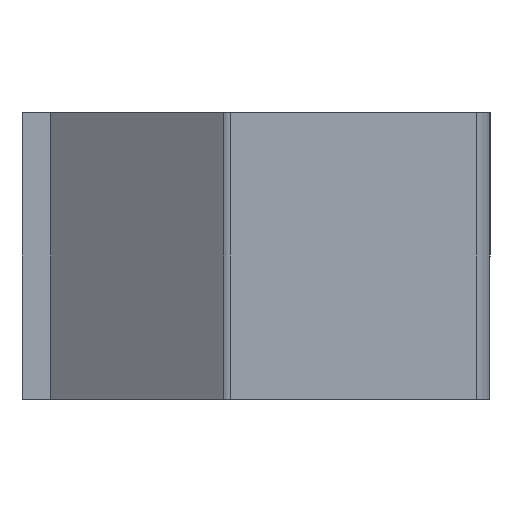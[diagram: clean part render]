
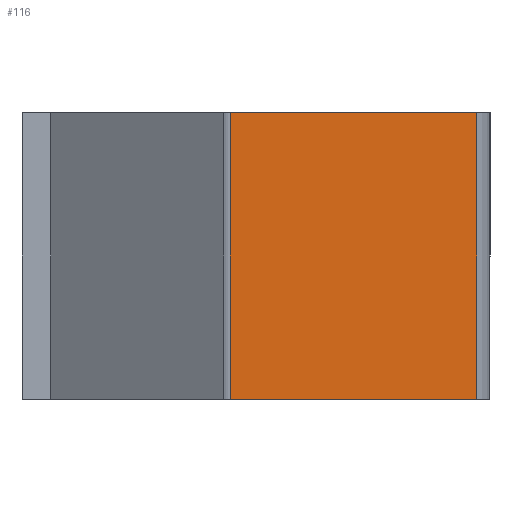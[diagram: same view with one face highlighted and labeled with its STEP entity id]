
A CAD part, left-side view. The second image highlights one B-rep face of the part: STEP entity #116.
In plain terms, the highlighted planar face has unit normal (-0.643, -0.766, 0).
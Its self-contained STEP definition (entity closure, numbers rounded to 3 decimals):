
#116=ADVANCED_FACE('NONE',(#234),#235,.F.);
#234=FACE_OUTER_BOUND('',#347,.T.);
#235=PLANE('',#348);
#347=EDGE_LOOP('',(#603,#604,#605,#606));
#348=AXIS2_PLACEMENT_3D('',#607,#608,#609);
#603=ORIENTED_EDGE('',*,*,#704,.T.);
#604=ORIENTED_EDGE('',*,*,#743,.F.);
#605=ORIENTED_EDGE('',*,*,#712,.F.);
#606=ORIENTED_EDGE('',*,*,#741,.T.);
#607=CARTESIAN_POINT('',(2050.0,-90.905,75.0));
#608=DIRECTION('',(0.643,0.766,0.0));
#609=DIRECTION('',(0.0,0.0,-1.0));
#704=EDGE_CURVE('NONE',#838,#844,#845,.T.);
#712=EDGE_CURVE('NONE',#829,#850,#856,.T.);
#741=EDGE_CURVE('NONE',#829,#838,#887,.T.);
#743=EDGE_CURVE('NONE',#850,#844,#889,.T.);
#829=VERTEX_POINT('NONE',#1002);
#838=VERTEX_POINT('NONE',#1014);
#844=VERTEX_POINT('NONE',#1021);
#845=LINE('',#1022,#1023);
#850=VERTEX_POINT('NONE',#1030);
#856=LINE('',#1037,#1038);
#887=LINE('',#1083,#1084);
#889=LINE('',#1086,#1087);
#1002=CARTESIAN_POINT('',(2053.734,-94.038,75.0));
#1014=CARTESIAN_POINT('',(2053.734,-94.038,-75.0));
#1021=CARTESIAN_POINT('',(2207.403,-222.981,-75.0));
#1022=CARTESIAN_POINT('',(2050.0,-90.905,-75.0));
#1023=VECTOR('',#1171,1000.0);
#1030=CARTESIAN_POINT('',(2207.403,-222.981,75.0));
#1037=CARTESIAN_POINT('',(2050.0,-90.905,75.0));
#1038=VECTOR('',#1181,1000.0);
#1083=CARTESIAN_POINT('',(2053.734,-94.038,75.0));
#1084=VECTOR('',#1202,1000.0);
#1086=CARTESIAN_POINT('',(2207.403,-222.981,75.0));
#1087=VECTOR('',#1203,1000.0);
#1171=DIRECTION('',(0.766,-0.643,0.0));
#1181=DIRECTION('',(0.766,-0.643,0.0));
#1202=DIRECTION('',(0.0,0.0,-1.0));
#1203=DIRECTION('',(0.0,0.0,-1.0));
